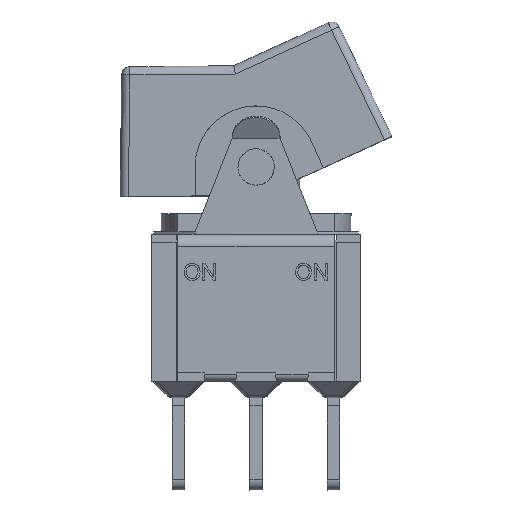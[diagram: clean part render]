
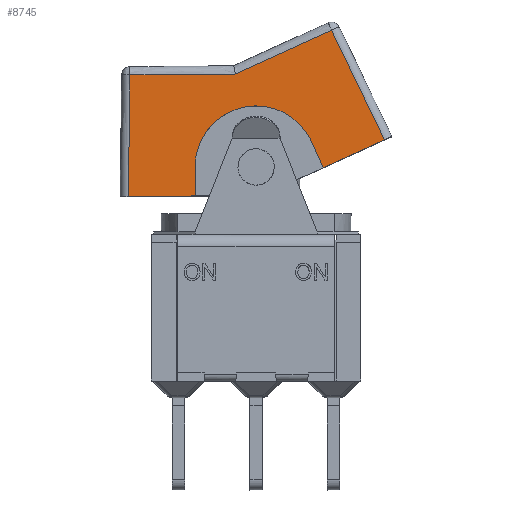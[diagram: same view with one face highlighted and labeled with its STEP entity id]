
A CAD part, top view. The second image highlights one B-rep face of the part: STEP entity #8745.
In plain terms, the highlighted free-form (B-spline) face has degree [1, 1] with [2, 2] control points.
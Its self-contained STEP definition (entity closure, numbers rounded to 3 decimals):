
#39 = CARTESIAN_POINT ( 'NONE',  ( -7.71, 15.133, 4.635 ) ) ;
#201 = VERTEX_POINT ( 'NONE', #8015 ) ;
#305 = CARTESIAN_POINT ( 'NONE',  ( 0.692, 20.987, 4.635 ) ) ;
#1013 = VERTEX_POINT ( 'NONE', #9999 ) ;
#1316 = EDGE_CURVE ( 'NONE', #10580, #1438, #3953, .T. ) ;
#1327 = ORIENTED_EDGE ( 'NONE', *, *, #6489, .F. ) ;
#1438 = VERTEX_POINT ( 'NONE', #10297 ) ;
#1490 = EDGE_CURVE ( 'NONE', #5931, #11110, #5256, .T. ) ;
#1506 = FACE_OUTER_BOUND ( 'NONE', #8550, .T. ) ;
#1603 = CARTESIAN_POINT ( 'NONE',  ( -1.249, 20.103, 4.635 ) ) ;
#2000 = EDGE_CURVE ( 'NONE', #1013, #7150, #6246, .T. ) ;
#2171 = CARTESIAN_POINT ( 'NONE',  ( 7.774, 16.116, 4.635 ) ) ;
#2218 = CARTESIAN_POINT ( 'NONE',  ( -3.669, 12.712, 4.635 ) ) ;
#2475 = B_SPLINE_CURVE_WITH_KNOTS ( 'NONE', 1,
 ( #6751, #10493 ),
 .UNSPECIFIED., .F., .F.,
 ( 2, 2 ),
 ( 0., 1. ),
 .UNSPECIFIED. ) ;
#2596 = CARTESIAN_POINT ( 'NONE',  ( -7.647, 20.047, 4.635 ) ) ;
#2861 = B_SPLINE_CURVE_WITH_KNOTS ( 'NONE', 1,
 ( #5071, #11728 ),
 .UNSPECIFIED., .F., .F.,
 ( 2, 2 ),
 ( 0., 1. ),
 .UNSPECIFIED. ) ;
#2941 = CARTESIAN_POINT ( 'NONE',  ( -3.699, 14.403, 4.635 ) ) ;
#3018 = CARTESIAN_POINT ( 'NONE',  ( 3.381, 15.973, 4.635 ) ) ;
#3549 = B_SPLINE_CURVE_WITH_KNOTS ( 'NONE', 3,
 ( #2171, #6648, #10506, #10627 ),
 .UNSPECIFIED., .F., .F.,
 ( 4, 4 ),
 ( 0., 1. ),
 .UNSPECIFIED. ) ;
#3606 = EDGE_CURVE ( 'NONE', #10580, #4735, #3549, .T. ) ;
#3618 = ORIENTED_EDGE ( 'NONE', *, *, #7106, .T. ) ;
#3647 = CARTESIAN_POINT ( 'NONE',  ( 1.273, 20.715, 4.635 ) ) ;
#3666 = ORIENTED_EDGE ( 'NONE', *, *, #5948, .F. ) ;
#3736 = B_SPLINE_SURFACE_WITH_KNOTS ( 'NONE', 1, 1, ( 
 ( #5171, #6104 ),
 ( #9140, #4305 ) ),
 .UNSPECIFIED., .F., .F., .F.,
 ( 2, 2 ),
 ( 2, 2 ),
 ( -2.393, 7.687 ),
 ( -16.561, -1.046 ),
 .UNSPECIFIED. ) ;
#3953 = B_SPLINE_CURVE_WITH_KNOTS ( 'NONE', 1,
 ( #8972, #6133 ),
 .UNSPECIFIED., .F., .F.,
 ( 2, 2 ),
 ( 0., 1. ),
 .UNSPECIFIED. ) ;
#4302 = CARTESIAN_POINT ( 'NONE',  ( -3.794, 19.592, 4.635 ) ) ;
#4305 = CARTESIAN_POINT ( 'NONE',  ( 7.774, 22.756, 4.635 ) ) ;
#4735 = VERTEX_POINT ( 'NONE', #6335 ) ;
#4772 = CARTESIAN_POINT ( 'NONE',  ( 4.068, 14.427, 4.635 ) ) ;
#4940 = ORIENTED_EDGE ( 'NONE', *, *, #8207, .F. ) ;
#4986 = EDGE_CURVE ( 'NONE', #4735, #1013, #6942, .T. ) ;
#5071 = CARTESIAN_POINT ( 'NONE',  ( -3.669, 12.712, 4.635 ) ) ;
#5171 = CARTESIAN_POINT ( 'NONE',  ( -7.741, 12.676, 4.635 ) ) ;
#5242 = ORIENTED_EDGE ( 'NONE', *, *, #4986, .T. ) ;
#5256 =( BOUNDED_CURVE ( )  B_SPLINE_CURVE ( 3, ( #5510, #3647, #4302, #7935 ),
 .UNSPECIFIED., .F., .F. ) 
 B_SPLINE_CURVE_WITH_KNOTS ( ( 4, 4 ),
 ( 0., 1. ),
 .UNSPECIFIED. ) 
 CURVE ( )  GEOMETRIC_REPRESENTATION_ITEM ( )  RATIONAL_B_SPLINE_CURVE ( ( 1., 0.466, 0.466, 1. ) ) 
 REPRESENTATION_ITEM ( '' )  );
#5510 = CARTESIAN_POINT ( 'NONE',  ( 3.381, 15.973, 4.635 ) ) ;
#5704 = ORIENTED_EDGE ( 'NONE', *, *, #2000, .T. ) ;
#5855 = VERTEX_POINT ( 'NONE', #2218 ) ;
#5931 = VERTEX_POINT ( 'NONE', #10617 ) ;
#5948 = EDGE_CURVE ( 'NONE', #11110, #5855, #2475, .T. ) ;
#6104 = CARTESIAN_POINT ( 'NONE',  ( 7.774, 12.676, 4.635 ) ) ;
#6133 = CARTESIAN_POINT ( 'NONE',  ( 4.068, 14.427, 4.635 ) ) ;
#6214 = ORIENTED_EDGE ( 'NONE', *, *, #3606, .T. ) ;
#6246 = B_SPLINE_CURVE_WITH_KNOTS ( 'NONE', 3,
 ( #1603, #11867, #7365, #2596 ),
 .UNSPECIFIED., .F., .F.,
 ( 4, 4 ),
 ( 0., 1. ),
 .UNSPECIFIED. ) ;
#6335 = CARTESIAN_POINT ( 'NONE',  ( 4.573, 22.756, 4.635 ) ) ;
#6489 = EDGE_CURVE ( 'NONE', #5855, #201, #2861, .T. ) ;
#6648 = CARTESIAN_POINT ( 'NONE',  ( 6.707, 18.329, 4.635 ) ) ;
#6751 = CARTESIAN_POINT ( 'NONE',  ( -3.699, 14.403, 4.635 ) ) ;
#6942 = B_SPLINE_CURVE_WITH_KNOTS ( 'NONE', 3,
 ( #10549, #10432, #305, #8726 ),
 .UNSPECIFIED., .F., .F.,
 ( 4, 4 ),
 ( 0., 1. ),
 .UNSPECIFIED. ) ;
#7106 = EDGE_CURVE ( 'NONE', #7150, #201, #7576, .T. ) ;
#7150 = VERTEX_POINT ( 'NONE', #7891 ) ;
#7365 = CARTESIAN_POINT ( 'NONE',  ( -5.514, 20.066, 4.635 ) ) ;
#7576 = B_SPLINE_CURVE_WITH_KNOTS ( 'NONE', 3,
 ( #10296, #8518, #39, #8279 ),
 .UNSPECIFIED., .F., .F.,
 ( 4, 4 ),
 ( 0., 1. ),
 .UNSPECIFIED. ) ;
#7891 = CARTESIAN_POINT ( 'NONE',  ( -7.647, 20.047, 4.635 ) ) ;
#7935 = CARTESIAN_POINT ( 'NONE',  ( -3.699, 14.403, 4.635 ) ) ;
#8015 = CARTESIAN_POINT ( 'NONE',  ( -7.741, 12.676, 4.635 ) ) ;
#8207 = EDGE_CURVE ( 'NONE', #1438, #5931, #11852, .T. ) ;
#8279 = CARTESIAN_POINT ( 'NONE',  ( -7.741, 12.676, 4.635 ) ) ;
#8518 = CARTESIAN_POINT ( 'NONE',  ( -7.678, 17.59, 4.635 ) ) ;
#8550 = EDGE_LOOP ( 'NONE', ( #1327, #3666, #10213, #4940, #11584, #6214, #5242, #5704, #3618 ) ) ;
#8726 = CARTESIAN_POINT ( 'NONE',  ( -1.249, 20.103, 4.635 ) ) ;
#8745 = ADVANCED_FACE ( 'NONE', ( #1506 ), #3736, .F. ) ;
#8972 = CARTESIAN_POINT ( 'NONE',  ( 7.774, 16.116, 4.635 ) ) ;
#9140 = CARTESIAN_POINT ( 'NONE',  ( -7.741, 22.756, 4.635 ) ) ;
#9491 = CARTESIAN_POINT ( 'NONE',  ( 7.774, 16.116, 4.635 ) ) ;
#9999 = CARTESIAN_POINT ( 'NONE',  ( -1.249, 20.103, 4.635 ) ) ;
#10213 = ORIENTED_EDGE ( 'NONE', *, *, #1490, .F. ) ;
#10296 = CARTESIAN_POINT ( 'NONE',  ( -7.647, 20.047, 4.635 ) ) ;
#10297 = CARTESIAN_POINT ( 'NONE',  ( 4.068, 14.427, 4.635 ) ) ;
#10432 = CARTESIAN_POINT ( 'NONE',  ( 2.633, 21.872, 4.635 ) ) ;
#10493 = CARTESIAN_POINT ( 'NONE',  ( -3.669, 12.712, 4.635 ) ) ;
#10506 = CARTESIAN_POINT ( 'NONE',  ( 5.64, 20.543, 4.635 ) ) ;
#10549 = CARTESIAN_POINT ( 'NONE',  ( 4.573, 22.756, 4.635 ) ) ;
#10580 = VERTEX_POINT ( 'NONE', #9491 ) ;
#10617 = CARTESIAN_POINT ( 'NONE',  ( 3.381, 15.973, 4.635 ) ) ;
#10627 = CARTESIAN_POINT ( 'NONE',  ( 4.573, 22.756, 4.635 ) ) ;
#11110 = VERTEX_POINT ( 'NONE', #2941 ) ;
#11584 = ORIENTED_EDGE ( 'NONE', *, *, #1316, .F. ) ;
#11728 = CARTESIAN_POINT ( 'NONE',  ( -7.741, 12.676, 4.635 ) ) ;
#11852 = B_SPLINE_CURVE_WITH_KNOTS ( 'NONE', 1,
 ( #4772, #3018 ),
 .UNSPECIFIED., .F., .F.,
 ( 2, 2 ),
 ( 0., 1. ),
 .UNSPECIFIED. ) ;
#11867 = CARTESIAN_POINT ( 'NONE',  ( -3.381, 20.084, 4.635 ) ) ;
